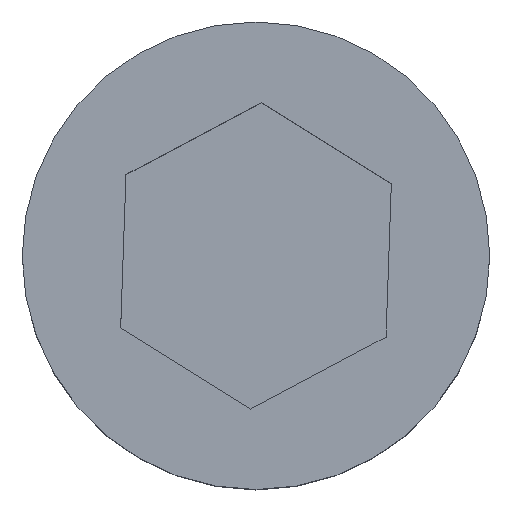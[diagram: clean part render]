
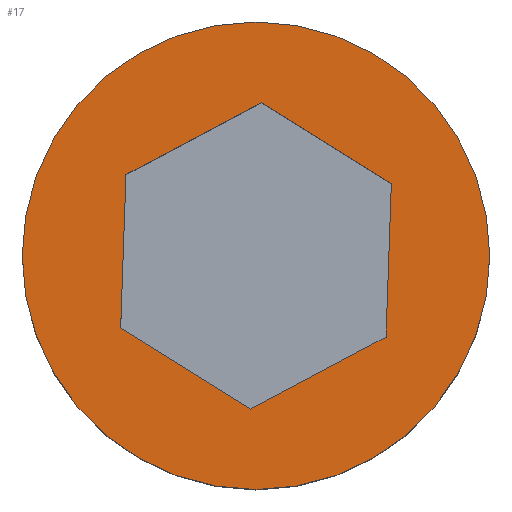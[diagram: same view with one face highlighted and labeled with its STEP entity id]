
A CAD part, top view. The second image highlights one B-rep face of the part: STEP entity #17.
In plain terms, the highlighted planar face has unit normal (0, 0, 1).
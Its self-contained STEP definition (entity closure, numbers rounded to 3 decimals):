
#4 = EDGE_LOOP ( 'NONE', ( #771, #844 ) ) ;
#17 = ADVANCED_FACE ( 'NONE', ( #319, #217 ), #735, .T. ) ;
#20 = DIRECTION ( 'NONE',  ( -0.848, 0.53, 0. ) ) ;
#23 = DIRECTION ( 'NONE',  ( 0.035, 0.999, 0. ) ) ;
#35 = DIRECTION ( 'NONE',  ( 0.848, -0.53, 0. ) ) ;
#65 = AXIS2_PLACEMENT_3D ( 'NONE', #834, #1347, #92 ) ;
#74 = CARTESIAN_POINT ( 'NONE',  ( -0.5, 0., 0.5 ) ) ;
#92 = DIRECTION ( 'NONE',  ( 1., 0., 0. ) ) ;
#104 = VERTEX_POINT ( 'NONE', #304 ) ;
#108 = ORIENTED_EDGE ( 'NONE', *, *, #1211, .F. ) ;
#114 = LINE ( 'NONE', #1132, #296 ) ;
#217 = FACE_OUTER_BOUND ( 'NONE', #4, .T. ) ;
#268 = VERTEX_POINT ( 'NONE', #74 ) ;
#275 = VECTOR ( 'NONE', #23, 1000. ) ;
#290 = EDGE_CURVE ( 'NONE', #268, #104, #809, .T. ) ;
#291 = CARTESIAN_POINT ( 'NONE',  ( -0.289, -0.154, 0.5 ) ) ;
#296 = VECTOR ( 'NONE', #644, 1000. ) ;
#299 = LINE ( 'NONE', #666, #275 ) ;
#304 = CARTESIAN_POINT ( 'NONE',  ( 0.5, 0., 0.5 ) ) ;
#311 = CARTESIAN_POINT ( 'NONE',  ( -0.289, -0.154, 0.5 ) ) ;
#319 = FACE_BOUND ( 'NONE', #1005, .T. ) ;
#358 = VERTEX_POINT ( 'NONE', #852 ) ;
#440 = EDGE_CURVE ( 'NONE', #1613, #1386, #114, .T. ) ;
#442 = CARTESIAN_POINT ( 'NONE',  ( -0.011, -0.328, 0.5 ) ) ;
#478 = AXIS2_PLACEMENT_3D ( 'NONE', #1249, #1098, #1111 ) ;
#498 = ORIENTED_EDGE ( 'NONE', *, *, #440, .F. ) ;
#500 = CARTESIAN_POINT ( 'NONE',  ( 0.011, 0.328, 0.5 ) ) ;
#502 = CARTESIAN_POINT ( 'NONE',  ( 0.289, 0.154, 0.5 ) ) ;
#505 = ORIENTED_EDGE ( 'NONE', *, *, #790, .F. ) ;
#574 = CARTESIAN_POINT ( 'NONE',  ( 0., 0., 0.5 ) ) ;
#590 = DIRECTION ( 'NONE',  ( 0., 0., 1. ) ) ;
#605 = ORIENTED_EDGE ( 'NONE', *, *, #965, .F. ) ;
#617 = VERTEX_POINT ( 'NONE', #291 ) ;
#644 = DIRECTION ( 'NONE',  ( -0.883, -0.47, 0. ) ) ;
#652 = CARTESIAN_POINT ( 'NONE',  ( 0.289, 0.154, 0.5 ) ) ;
#666 = CARTESIAN_POINT ( 'NONE',  ( 0.278, -0.174, 0.5 ) ) ;
#696 = LINE ( 'NONE', #311, #866 ) ;
#713 = EDGE_CURVE ( 'NONE', #358, #775, #299, .T. ) ;
#735 = PLANE ( 'NONE',  #1185 ) ;
#763 = VECTOR ( 'NONE', #20, 1000. ) ;
#770 = LINE ( 'NONE', #652, #763 ) ;
#771 = ORIENTED_EDGE ( 'NONE', *, *, #290, .T. ) ;
#775 = VERTEX_POINT ( 'NONE', #502 ) ;
#790 = EDGE_CURVE ( 'NONE', #775, #1613, #770, .T. ) ;
#791 = CIRCLE ( 'NONE', #65, 0.5 ) ;
#795 = CARTESIAN_POINT ( 'NONE',  ( -0.011, -0.328, 0.5 ) ) ;
#809 = CIRCLE ( 'NONE', #478, 0.5 ) ;
#834 = CARTESIAN_POINT ( 'NONE',  ( 0., 0., 0.5 ) ) ;
#844 = ORIENTED_EDGE ( 'NONE', *, *, #1341, .T. ) ;
#852 = CARTESIAN_POINT ( 'NONE',  ( 0.278, -0.174, 0.5 ) ) ;
#866 = VECTOR ( 'NONE', #35, 1000. ) ;
#961 = CARTESIAN_POINT ( 'NONE',  ( -0.278, 0.174, 0.5 ) ) ;
#965 = EDGE_CURVE ( 'NONE', #617, #1485, #696, .T. ) ;
#982 = DIRECTION ( 'NONE',  ( 1., 0., 0. ) ) ;
#1005 = EDGE_LOOP ( 'NONE', ( #108, #605, #1524, #498, #505, #1396 ) ) ;
#1087 = LINE ( 'NONE', #961, #1583 ) ;
#1098 = DIRECTION ( 'NONE',  ( 0., 0., 1. ) ) ;
#1111 = DIRECTION ( 'NONE',  ( 1., 0., 0. ) ) ;
#1132 = CARTESIAN_POINT ( 'NONE',  ( 0.011, 0.328, 0.5 ) ) ;
#1185 = AXIS2_PLACEMENT_3D ( 'NONE', #574, #590, #982 ) ;
#1211 = EDGE_CURVE ( 'NONE', #1485, #358, #1557, .T. ) ;
#1249 = CARTESIAN_POINT ( 'NONE',  ( 0., 0., 0.5 ) ) ;
#1301 = VECTOR ( 'NONE', #1307, 1000. ) ;
#1307 = DIRECTION ( 'NONE',  ( 0.883, 0.47, 0. ) ) ;
#1330 = EDGE_CURVE ( 'NONE', #1386, #617, #1087, .T. ) ;
#1341 = EDGE_CURVE ( 'NONE', #104, #268, #791, .T. ) ;
#1347 = DIRECTION ( 'NONE',  ( 0., 0., 1. ) ) ;
#1386 = VERTEX_POINT ( 'NONE', #1433 ) ;
#1396 = ORIENTED_EDGE ( 'NONE', *, *, #713, .F. ) ;
#1433 = CARTESIAN_POINT ( 'NONE',  ( -0.278, 0.174, 0.5 ) ) ;
#1461 = DIRECTION ( 'NONE',  ( -0.035, -0.999, 0. ) ) ;
#1485 = VERTEX_POINT ( 'NONE', #442 ) ;
#1524 = ORIENTED_EDGE ( 'NONE', *, *, #1330, .F. ) ;
#1557 = LINE ( 'NONE', #795, #1301 ) ;
#1583 = VECTOR ( 'NONE', #1461, 1000. ) ;
#1613 = VERTEX_POINT ( 'NONE', #500 ) ;
